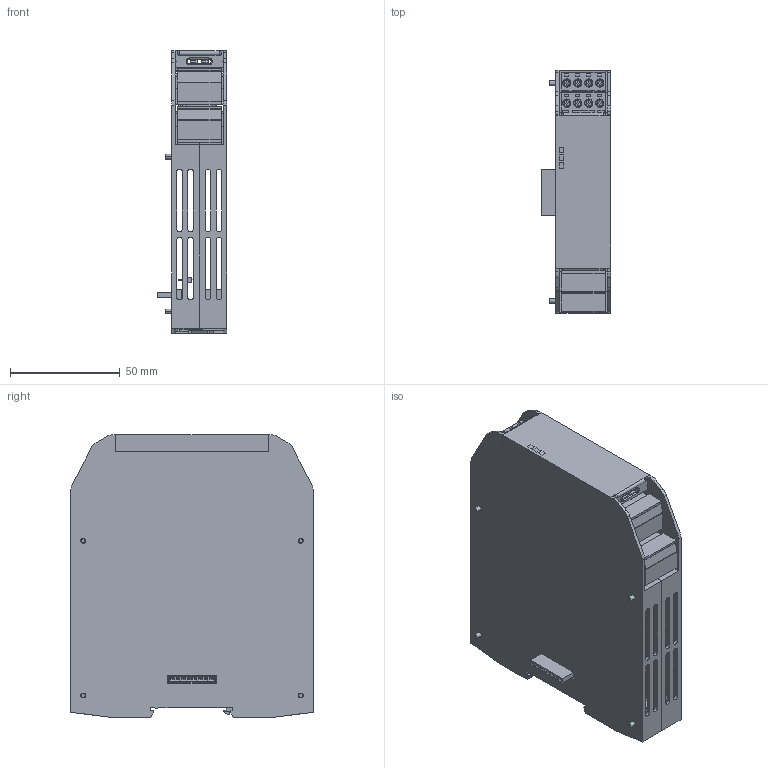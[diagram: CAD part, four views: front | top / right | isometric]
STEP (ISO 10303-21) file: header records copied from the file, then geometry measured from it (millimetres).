
FILE_DESCRIPTION((''),'2;1');
FILE_NAME('174030_ASM','2013-11-20T',('pdmadmin'),(''),'PRO/ENGINEER BY PARAMETRIC TECHNOLOGY CORPORATION, 2013230','PRO/ENGINEER BY PARAMETRIC TECHNOLOGY CORPORATION, 2013230','');
FILE_SCHEMA(('CONFIG_CONTROL_DESIGN'));
Products named in the file (32): 164387; 164388_AF0; 168072_AF0_ASM; 171201; CONS8SKT_PART_1; CONS8SKT_PART_3; CONS8SKT_PART_2; CONS8SKT_ASM; MICROEDGE20_1; SMDLD2; APLUS_HEADER_BODY; APLUS_HEADER_PIN_1; APLUS_HEADER_PIN_2; APLUS_HEADER_PIN_3; APLUS_HEADER_PIN_4; TB4RAL_ASM; CONASP167998_PART_1; CONASP167998_PIN; CONASP167998_PART_2; CONASP167998_ASM; 171201_SIMPLIFIED_AF0_ASM; 164403; 166216; 164396; 164391; 164396_ASM; 166237_ASM; 30393; 162812_AF0; 162812_AF1; 128142; 174030_ASM
Assembly tree (54 placements, depth 4):
  174030_ASM
    168072_AF0_ASM
      164387
      164388_AF0
    171201_SIMPLIFIED_AF0_ASM
      171201
      CONS8SKT_ASM
        CONS8SKT_PART_1
        CONS8SKT_PART_3  x8
        CONS8SKT_PART_2
      MICROEDGE20_1  x2
      SMDLD2  x4
      TB4RAL_ASM  x2
        APLUS_HEADER_BODY
        APLUS_HEADER_PIN_1
        APLUS_HEADER_PIN_2
        APLUS_HEADER_PIN_3
        APLUS_HEADER_PIN_4
      CONASP167998_ASM
        CONASP167998_PART_1  x2
        CONASP167998_PIN  x8
        CONASP167998_PART_2
    164403  x2
    166216  x2
    166237_ASM
      164396_ASM
        164396
        164391
    30393
    162812_AF0
    162812_AF1
    128142  x2
Bounding box: 31.65 x 110.16 x 128.35 mm (x, y, z)
Volume: 88877 mm3; surface area: 127680.4 mm2
Topology: 69 solids, 85 shells, 5269 faces, 14357 edges, 9324 vertices
Faces by surface type: plane 4292, cylinder 739, cone 166, torus 36, bspline 32, sphere 4
Entity records: 124419 total; most frequent: CARTESIAN_POINT 24594, ORIENTED_EDGE 21018, DIRECTION 19754, EDGE_CURVE 10541, VECTOR 8834, LINE 8834, VERTEX_POINT 6847, AXIS2_PLACEMENT_3D 5460
